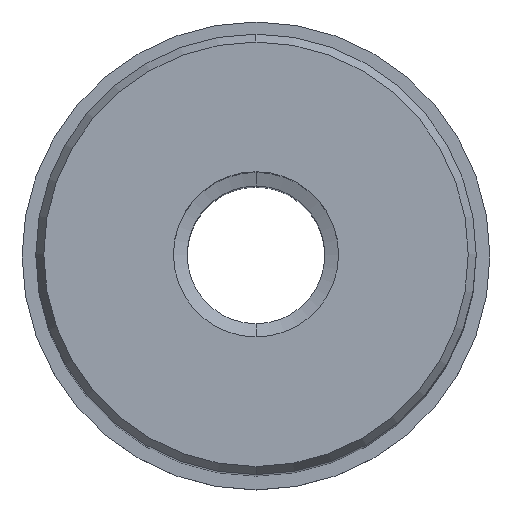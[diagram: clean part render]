
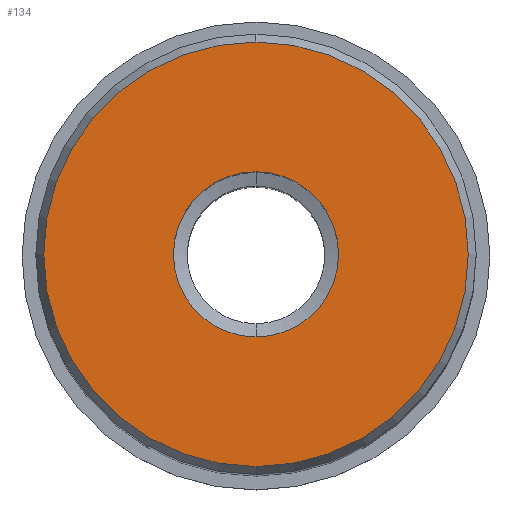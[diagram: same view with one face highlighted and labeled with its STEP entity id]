
A CAD part, top view. The second image highlights one B-rep face of the part: STEP entity #134.
In plain terms, the highlighted planar face has unit normal (0, 0, 1).
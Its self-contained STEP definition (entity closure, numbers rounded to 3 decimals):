
#126=VERTEX_POINT('NONE',#328);
#134=ADVANCED_FACE('NONE',(#336,#337),#338,.T.);
#144=EDGE_CURVE('NONE',#126,#160,#349,.T.);
#160=VERTEX_POINT('NONE',#366);
#176=VERTEX_POINT('NONE',#387);
#198=EDGE_CURVE('NONE',#160,#126,#411,.T.);
#220=EDGE_CURVE('NONE',#176,#238,#435,.T.);
#238=VERTEX_POINT('NONE',#456);
#292=EDGE_CURVE('NONE',#238,#176,#519,.T.);
#328=CARTESIAN_POINT('',(0.0,-3.0,36.0));
#336=FACE_OUTER_BOUND('',#561,.T.);
#337=FACE_BOUND('',#562,.T.);
#338=PLANE('',#563);
#349=CIRCLE('',#578,3.0);
#366=CARTESIAN_POINT('',(0.,3.0,36.0));
#387=CARTESIAN_POINT('',(0.0,-7.711,36.0));
#411=CIRCLE('',#659,3.0);
#435=CIRCLE('',#691,7.711);
#456=CARTESIAN_POINT('',(0.,7.711,36.0));
#519=CIRCLE('',#796,7.711);
#561=EDGE_LOOP('',(#824,#825));
#562=EDGE_LOOP('',(#826,#827));
#563=AXIS2_PLACEMENT_3D('',#828,#829,#830);
#578=AXIS2_PLACEMENT_3D('',#843,#844,#845);
#659=AXIS2_PLACEMENT_3D('',#918,#919,#920);
#691=AXIS2_PLACEMENT_3D('',#953,#954,#955);
#796=AXIS2_PLACEMENT_3D('',#1069,#1070,#1071);
#824=ORIENTED_EDGE('',*,*,#220,.F.);
#825=ORIENTED_EDGE('',*,*,#292,.F.);
#826=ORIENTED_EDGE('',*,*,#144,.T.);
#827=ORIENTED_EDGE('',*,*,#198,.T.);
#828=CARTESIAN_POINT('',(-7.711,0.0,36.0));
#829=DIRECTION('',(0.0,-0.0,1.0));
#830=DIRECTION('',(0.0,1.0,0.0));
#843=CARTESIAN_POINT('',(0.0,0.0,36.0));
#844=DIRECTION('',(0.0,0.0,-1.0));
#845=DIRECTION('',(0.0,-1.0,0.0));
#918=CARTESIAN_POINT('',(0.0,0.0,36.0));
#919=DIRECTION('',(0.0,0.0,-1.0));
#920=DIRECTION('',(0.0,-1.0,0.0));
#953=CARTESIAN_POINT('',(0.0,0.0,36.0));
#954=DIRECTION('',(0.0,0.0,-1.0));
#955=DIRECTION('',(0.0,-1.0,0.0));
#1069=CARTESIAN_POINT('',(0.0,0.0,36.0));
#1070=DIRECTION('',(0.0,0.0,-1.0));
#1071=DIRECTION('',(0.0,-1.0,0.0));
